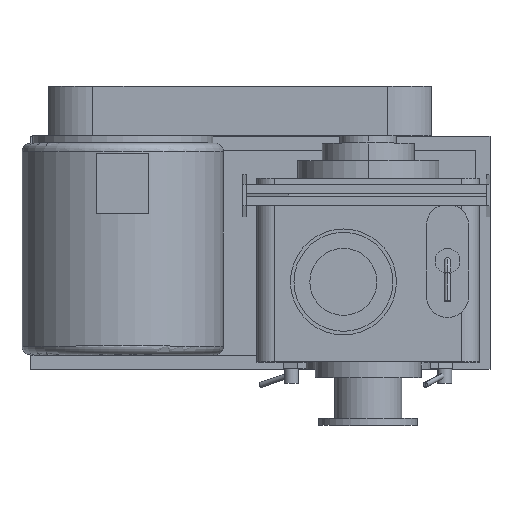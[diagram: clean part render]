
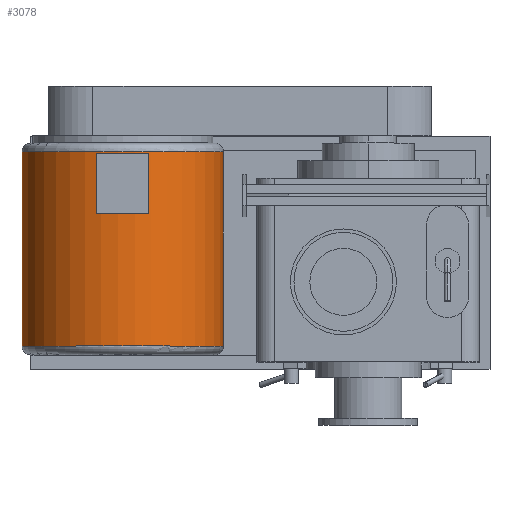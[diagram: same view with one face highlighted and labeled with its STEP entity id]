
A CAD part, top view. The second image highlights one B-rep face of the part: STEP entity #3078.
In plain terms, the highlighted cylindrical face has radius 285 mm (diameter 570 mm), a partial arc.
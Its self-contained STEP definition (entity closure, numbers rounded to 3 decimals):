
#26=B_SPLINE_CURVE_WITH_KNOTS('',3,(#4872,#4873,#4874,#4875,#4876,#4877,
#4878,#4879,#4880,#4881,#4882,#4883,#4884,#4885,#4886,#4887,#4888,#4889),
 .UNSPECIFIED.,.F.,.F.,(4,1,1,1,1,1,1,1,1,1,1,1,1,1,1,4),(0.,0.067,
0.133,0.2,0.267,0.333,0.4,0.467,
0.533,0.6,0.667,0.733,0.8,0.867,
0.933,1.),.UNSPECIFIED.);
#29=B_SPLINE_CURVE_WITH_KNOTS('',3,(#4998,#4999,#5000,#5001,#5002,#5003,
#5004,#5005,#5006,#5007,#5008,#5009,#5010,#5011,#5012,#5013,#5014,#5015),
 .UNSPECIFIED.,.F.,.F.,(4,1,1,1,1,1,1,1,1,1,1,1,1,1,1,4),(0.,0.067,
0.133,0.2,0.267,0.333,0.4,0.467,
0.533,0.6,0.667,0.733,0.8,0.867,
0.933,1.),.UNSPECIFIED.);
#310=FACE_OUTER_BOUND('',#525,.T.);
#525=EDGE_LOOP('',(#2316,#2317,#2318,#2319));
#893=LINE('',#4996,#1198);
#894=LINE('',#5016,#1199);
#1198=VECTOR('',#3803,304.8);
#1199=VECTOR('',#3804,304.8);
#1477=VERTEX_POINT('',#4785);
#1478=VERTEX_POINT('',#4871);
#1479=VERTEX_POINT('',#4995);
#1480=VERTEX_POINT('',#4997);
#1786=EDGE_CURVE('',#1478,#1477,#26,.T.);
#1789=EDGE_CURVE('',#1479,#1477,#893,.T.);
#1790=EDGE_CURVE('',#1480,#1479,#29,.T.);
#1791=EDGE_CURVE('',#1478,#1480,#894,.T.);
#2316=ORIENTED_EDGE('',*,*,#1786,.T.);
#2317=ORIENTED_EDGE('',*,*,#1789,.F.);
#2318=ORIENTED_EDGE('',*,*,#1790,.F.);
#2319=ORIENTED_EDGE('',*,*,#1791,.F.);
#2978=CYLINDRICAL_SURFACE('',#3343,285.);
#3078=ADVANCED_FACE('',(#310),#2978,.T.);
#3343=AXIS2_PLACEMENT_3D('',#4994,#3801,#3802);
#3801=DIRECTION('center_axis',(0.,-1.,0.));
#3802=DIRECTION('ref_axis',(-1.,0.,0.));
#3803=DIRECTION('',(0.,-1.,0.));
#3804=DIRECTION('',(0.,1.,0.));
#4785=CARTESIAN_POINT('',(37842.476,15564.572,440.));
#4871=CARTESIAN_POINT('',(37272.476,15564.572,440.));
#4872=CARTESIAN_POINT('Ctrl Pts',(37272.476,15564.572,440.));
#4873=CARTESIAN_POINT('Ctrl Pts',(37272.444,15564.572,459.903));
#4874=CARTESIAN_POINT('Ctrl Pts',(37276.673,15564.572,499.686));
#4875=CARTESIAN_POINT('Ctrl Pts',(37295.201,15564.572,556.771));
#4876=CARTESIAN_POINT('Ctrl Pts',(37325.215,15564.572,608.748));
#4877=CARTESIAN_POINT('Ctrl Pts',(37365.374,15564.572,653.35));
#4878=CARTESIAN_POINT('Ctrl Pts',(37413.93,15564.572,688.628));
#4879=CARTESIAN_POINT('Ctrl Pts',(37468.76,15564.572,713.04));
#4880=CARTESIAN_POINT('Ctrl Pts',(37527.467,15564.572,725.518));
#4881=CARTESIAN_POINT('Ctrl Pts',(37587.485,15564.572,725.518));
#4882=CARTESIAN_POINT('Ctrl Pts',(37646.192,15564.572,713.04));
#4883=CARTESIAN_POINT('Ctrl Pts',(37701.021,15564.572,688.628));
#4884=CARTESIAN_POINT('Ctrl Pts',(37749.578,15564.572,653.35));
#4885=CARTESIAN_POINT('Ctrl Pts',(37789.736,15564.572,608.748));
#4886=CARTESIAN_POINT('Ctrl Pts',(37819.751,15564.572,556.771));
#4887=CARTESIAN_POINT('Ctrl Pts',(37838.278,15564.572,499.686));
#4888=CARTESIAN_POINT('Ctrl Pts',(37842.508,15564.572,459.903));
#4889=CARTESIAN_POINT('Ctrl Pts',(37842.476,15564.572,440.));
#4994=CARTESIAN_POINT('Origin',(37557.476,18159.572,440.));
#4995=CARTESIAN_POINT('',(37842.476,16114.572,440.));
#4996=CARTESIAN_POINT('',(37842.476,16114.572,440.));
#4997=CARTESIAN_POINT('',(37272.476,16114.572,440.));
#4998=CARTESIAN_POINT('Ctrl Pts',(37272.476,16114.572,440.));
#4999=CARTESIAN_POINT('Ctrl Pts',(37272.444,16114.572,459.903));
#5000=CARTESIAN_POINT('Ctrl Pts',(37276.673,16114.572,499.686));
#5001=CARTESIAN_POINT('Ctrl Pts',(37295.201,16114.572,556.771));
#5002=CARTESIAN_POINT('Ctrl Pts',(37325.215,16114.572,608.748));
#5003=CARTESIAN_POINT('Ctrl Pts',(37365.374,16114.572,653.35));
#5004=CARTESIAN_POINT('Ctrl Pts',(37413.93,16114.572,688.628));
#5005=CARTESIAN_POINT('Ctrl Pts',(37468.76,16114.572,713.04));
#5006=CARTESIAN_POINT('Ctrl Pts',(37527.467,16114.572,725.518));
#5007=CARTESIAN_POINT('Ctrl Pts',(37587.485,16114.572,725.518));
#5008=CARTESIAN_POINT('Ctrl Pts',(37646.192,16114.572,713.04));
#5009=CARTESIAN_POINT('Ctrl Pts',(37701.021,16114.572,688.628));
#5010=CARTESIAN_POINT('Ctrl Pts',(37749.578,16114.572,653.35));
#5011=CARTESIAN_POINT('Ctrl Pts',(37789.736,16114.572,608.748));
#5012=CARTESIAN_POINT('Ctrl Pts',(37819.751,16114.572,556.771));
#5013=CARTESIAN_POINT('Ctrl Pts',(37838.278,16114.572,499.686));
#5014=CARTESIAN_POINT('Ctrl Pts',(37842.508,16114.572,459.903));
#5015=CARTESIAN_POINT('Ctrl Pts',(37842.476,16114.572,440.));
#5016=CARTESIAN_POINT('',(37272.476,15564.572,440.));
